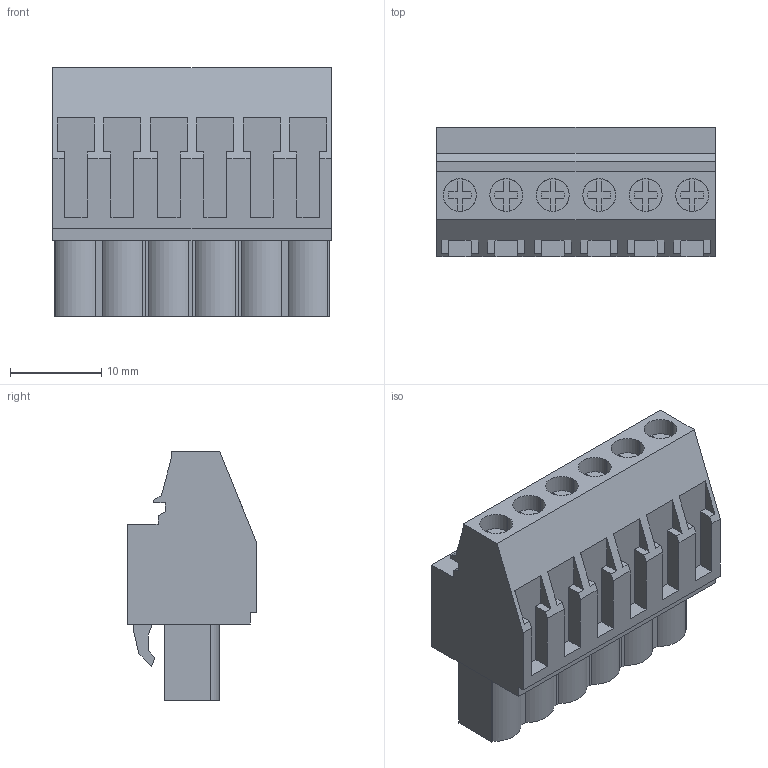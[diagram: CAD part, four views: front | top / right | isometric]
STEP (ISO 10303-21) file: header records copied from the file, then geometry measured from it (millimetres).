
FILE_DESCRIPTION(('CATIA V5 STEP','CAx-IF Rec.Pracs.--- Model Styling and Organization---1.2---2011-12-15'),'2;1');
FILE_NAME ('D1467918_0_1948280000_1948280000.stp','2017-09-08T10:56:57+00:00',('none'),('Weidmueller'),'CATIA Version 5-6 Release 2014','CATIA V5 STEP AP214','none');
FILE_SCHEMA(('AUTOMOTIVE_DESIGN { 1 0 10303 214 1 1 1 1 }'));
Length unit declared in the file: millimetre
Products named in the file (1): 1948280000
Bounding box: 30.48 x 14.1 x 27.2 mm (x, y, z)
Volume: 6945.4 mm3; surface area: 4350.7 mm2
Topology: 7 solids, 7 shells, 412 faces, 1135 edges, 764 vertices
Faces by surface type: plane 358, cylinder 52, extrusion 2
Entity records: 12225 total; most frequent: ORIENTED_EDGE 2270, CARTESIAN_POINT 2184, DIRECTION 1697, EDGE_CURVE 1135, VECTOR 1005, LINE 1003, VERTEX_POINT 764, EDGE_LOOP 439
